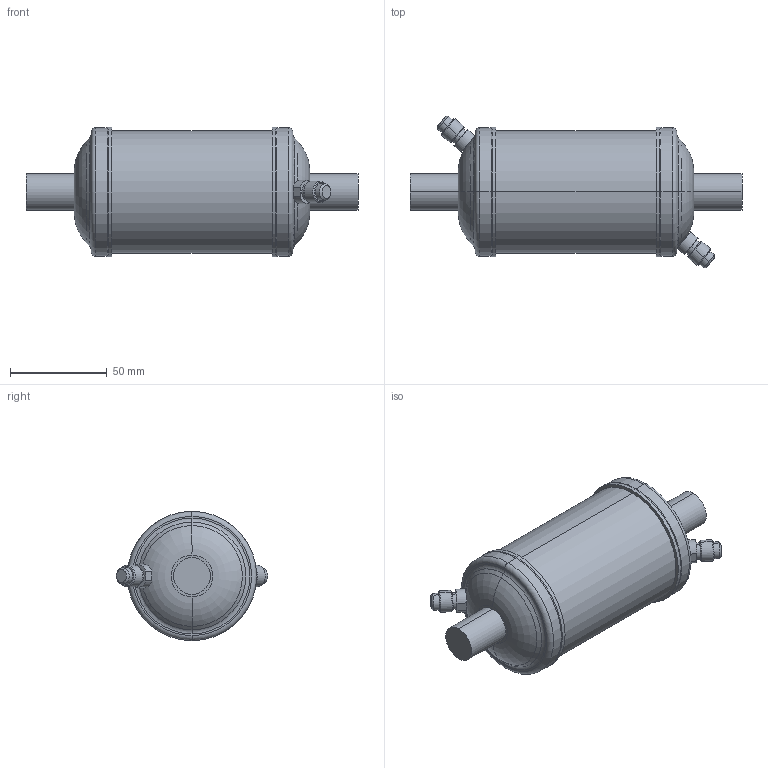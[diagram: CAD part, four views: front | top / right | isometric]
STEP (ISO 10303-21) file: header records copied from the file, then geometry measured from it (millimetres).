
FILE_DESCRIPTION (( 'STEP AP203' ), '1' );
FILE_NAME ('023Z1010R - DAS 165sVV.STEP', '2022-12-22T11:07:19', ( '' ), ( '' ), 'SwSTEP 2.0', 'SolidWorks 2020', '' );
FILE_SCHEMA (( 'CONFIG_CONTROL_DESIGN' ));
Length unit declared in the file: millimetre
Products named in the file (1): 023Z1010R - DAS 165sVV
Bounding box: 172 x 78.48 x 67 mm (x, y, z)
Volume: 385439.5 mm3; surface area: 33615.6 mm2
Topology: 1 solids, 1 shells, 92 faces, 202 edges, 124 vertices
Faces by surface type: cylinder 36, plane 22, cone 18, torus 16
Entity records: 2757 total; most frequent: CARTESIAN_POINT 581, DIRECTION 488, ORIENTED_EDGE 404, AXIS2_PLACEMENT_3D 213, EDGE_CURVE 202, VERTEX_POINT 124, CIRCLE 120, EDGE_LOOP 108
